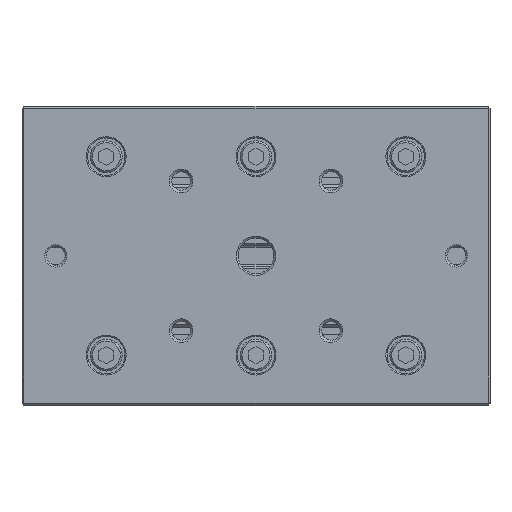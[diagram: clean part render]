
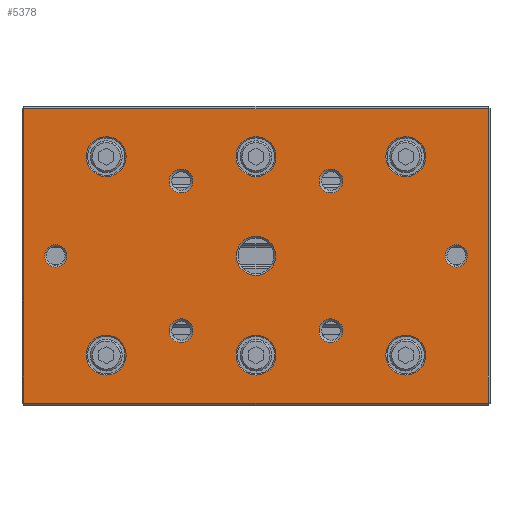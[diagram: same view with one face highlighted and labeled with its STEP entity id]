
A CAD part, top view. The second image highlights one B-rep face of the part: STEP entity #5378.
In plain terms, the highlighted planar face has unit normal (0, 0, 1).
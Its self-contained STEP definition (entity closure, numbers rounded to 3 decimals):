
#4833=FACE_BOUND('',#7944,.T.);
#4834=FACE_BOUND('',#7945,.T.);
#4835=FACE_BOUND('',#7946,.T.);
#4836=FACE_BOUND('',#7947,.T.);
#4837=FACE_BOUND('',#7948,.T.);
#4838=FACE_BOUND('',#7949,.T.);
#4839=FACE_BOUND('',#7950,.T.);
#4840=FACE_BOUND('',#7951,.T.);
#4841=FACE_BOUND('',#7952,.T.);
#4842=FACE_BOUND('',#7953,.T.);
#4843=FACE_BOUND('',#7954,.T.);
#4844=FACE_BOUND('',#7955,.T.);
#4845=FACE_BOUND('',#7956,.T.);
#4846=FACE_BOUND('',#7957,.T.);
#5108=CIRCLE('',#21091,5.25);
#5109=CIRCLE('',#21092,3.);
#5110=CIRCLE('',#21093,3.);
#5111=CIRCLE('',#21094,3.167);
#5112=CIRCLE('',#21095,3.167);
#5113=CIRCLE('',#21096,3.167);
#5114=CIRCLE('',#21097,3.167);
#5115=CIRCLE('',#21098,5.325);
#5116=CIRCLE('',#21099,5.325);
#5117=CIRCLE('',#21100,5.325);
#5118=CIRCLE('',#21101,5.325);
#5119=CIRCLE('',#21102,5.325);
#5120=CIRCLE('',#21103,5.325);
#5378=ADVANCED_FACE('',(#4833,#4834,#4835,#4836,#4837,#4838,#4839,#4840,
#4841,#4842,#4843,#4844,#4845,#4846),#6291,.F.);
#6291=PLANE('',#21104);
#7944=EDGE_LOOP('',(#10022));
#7945=EDGE_LOOP('',(#10023));
#7946=EDGE_LOOP('',(#10024));
#7947=EDGE_LOOP('',(#10025));
#7948=EDGE_LOOP('',(#10026));
#7949=EDGE_LOOP('',(#10027));
#7950=EDGE_LOOP('',(#10028));
#7951=EDGE_LOOP('',(#10029));
#7952=EDGE_LOOP('',(#10030));
#7953=EDGE_LOOP('',(#10031));
#7954=EDGE_LOOP('',(#10032));
#7955=EDGE_LOOP('',(#10033));
#7956=EDGE_LOOP('',(#10034));
#7957=EDGE_LOOP('',(#10035,#10036,#10037,#10038));
#10022=ORIENTED_EDGE('',*,*,#15807,.T.);
#10023=ORIENTED_EDGE('',*,*,#15808,.F.);
#10024=ORIENTED_EDGE('',*,*,#15809,.T.);
#10025=ORIENTED_EDGE('',*,*,#15810,.T.);
#10026=ORIENTED_EDGE('',*,*,#15811,.T.);
#10027=ORIENTED_EDGE('',*,*,#15812,.T.);
#10028=ORIENTED_EDGE('',*,*,#15813,.T.);
#10029=ORIENTED_EDGE('',*,*,#15814,.T.);
#10030=ORIENTED_EDGE('',*,*,#15815,.T.);
#10031=ORIENTED_EDGE('',*,*,#15816,.T.);
#10032=ORIENTED_EDGE('',*,*,#15817,.T.);
#10033=ORIENTED_EDGE('',*,*,#15818,.T.);
#10034=ORIENTED_EDGE('',*,*,#15819,.T.);
#10035=ORIENTED_EDGE('',*,*,#15820,.T.);
#10036=ORIENTED_EDGE('',*,*,#15821,.T.);
#10037=ORIENTED_EDGE('',*,*,#15822,.T.);
#10038=ORIENTED_EDGE('',*,*,#15823,.T.);
#14136=VERTEX_POINT('',#27640);
#14137=VERTEX_POINT('',#27642);
#14138=VERTEX_POINT('',#27644);
#14139=VERTEX_POINT('',#27646);
#14140=VERTEX_POINT('',#27648);
#14141=VERTEX_POINT('',#27650);
#14142=VERTEX_POINT('',#27652);
#14143=VERTEX_POINT('',#27654);
#14144=VERTEX_POINT('',#27656);
#14145=VERTEX_POINT('',#27658);
#14146=VERTEX_POINT('',#27660);
#14147=VERTEX_POINT('',#27662);
#14148=VERTEX_POINT('',#27664);
#14149=VERTEX_POINT('',#27666);
#14150=VERTEX_POINT('',#27667);
#14151=VERTEX_POINT('',#27669);
#14152=VERTEX_POINT('',#27671);
#15807=EDGE_CURVE('',#14136,#14136,#5108,.T.);
#15808=EDGE_CURVE('',#14137,#14137,#5109,.T.);
#15809=EDGE_CURVE('',#14138,#14138,#5110,.T.);
#15810=EDGE_CURVE('',#14139,#14139,#5111,.T.);
#15811=EDGE_CURVE('',#14140,#14140,#5112,.T.);
#15812=EDGE_CURVE('',#14141,#14141,#5113,.T.);
#15813=EDGE_CURVE('',#14142,#14142,#5114,.T.);
#15814=EDGE_CURVE('',#14143,#14143,#5115,.T.);
#15815=EDGE_CURVE('',#14144,#14144,#5116,.T.);
#15816=EDGE_CURVE('',#14145,#14145,#5117,.T.);
#15817=EDGE_CURVE('',#14146,#14146,#5118,.T.);
#15818=EDGE_CURVE('',#14147,#14147,#5119,.T.);
#15819=EDGE_CURVE('',#14148,#14148,#5120,.T.);
#15820=EDGE_CURVE('',#14149,#14150,#17879,.T.);
#15821=EDGE_CURVE('',#14150,#14151,#17880,.T.);
#15822=EDGE_CURVE('',#14151,#14152,#17881,.T.);
#15823=EDGE_CURVE('',#14152,#14149,#17882,.T.);
#17879=LINE('',#27665,#19657);
#17880=LINE('',#27668,#19658);
#17881=LINE('',#27670,#19659);
#17882=LINE('',#27672,#19660);
#19657=VECTOR('',#22924,1.);
#19658=VECTOR('',#22925,1.);
#19659=VECTOR('',#22926,1.);
#19660=VECTOR('',#22927,1.);
#21091=AXIS2_PLACEMENT_3D('',#27639,#22898,#22899);
#21092=AXIS2_PLACEMENT_3D('',#27641,#22900,#22901);
#21093=AXIS2_PLACEMENT_3D('',#27643,#22902,#22903);
#21094=AXIS2_PLACEMENT_3D('',#27645,#22904,#22905);
#21095=AXIS2_PLACEMENT_3D('',#27647,#22906,#22907);
#21096=AXIS2_PLACEMENT_3D('',#27649,#22908,#22909);
#21097=AXIS2_PLACEMENT_3D('',#27651,#22910,#22911);
#21098=AXIS2_PLACEMENT_3D('',#27653,#22912,#22913);
#21099=AXIS2_PLACEMENT_3D('',#27655,#22914,#22915);
#21100=AXIS2_PLACEMENT_3D('',#27657,#22916,#22917);
#21101=AXIS2_PLACEMENT_3D('',#27659,#22918,#22919);
#21102=AXIS2_PLACEMENT_3D('',#27661,#22920,#22921);
#21103=AXIS2_PLACEMENT_3D('',#27663,#22922,#22923);
#21104=AXIS2_PLACEMENT_3D('',#27673,#22928,#22929);
#22898=DIRECTION('',(0.,0.,-1.));
#22899=DIRECTION('',(-1.,0.,0.));
#22900=DIRECTION('',(0.,0.,1.));
#22901=DIRECTION('',(1.,0.,0.));
#22902=DIRECTION('',(0.,0.,-1.));
#22903=DIRECTION('',(-1.,0.,0.));
#22904=DIRECTION('',(0.,0.,-1.));
#22905=DIRECTION('',(-1.,0.,0.));
#22906=DIRECTION('',(0.,0.,-1.));
#22907=DIRECTION('',(-1.,0.,0.));
#22908=DIRECTION('',(0.,0.,-1.));
#22909=DIRECTION('',(-1.,0.,0.));
#22910=DIRECTION('',(0.,0.,-1.));
#22911=DIRECTION('',(-1.,0.,0.));
#22912=DIRECTION('',(0.,0.,-1.));
#22913=DIRECTION('',(-1.,0.,0.));
#22914=DIRECTION('',(0.,0.,-1.));
#22915=DIRECTION('',(-1.,0.,0.));
#22916=DIRECTION('',(0.,0.,-1.));
#22917=DIRECTION('',(-1.,0.,0.));
#22918=DIRECTION('',(0.,0.,-1.));
#22919=DIRECTION('',(-1.,0.,0.));
#22920=DIRECTION('',(0.,0.,-1.));
#22921=DIRECTION('',(-1.,0.,0.));
#22922=DIRECTION('',(0.,0.,-1.));
#22923=DIRECTION('',(-1.,0.,0.));
#22924=DIRECTION('',(1.,0.,0.));
#22925=DIRECTION('',(0.,1.,0.));
#22926=DIRECTION('',(-1.,0.,0.));
#22927=DIRECTION('',(0.,-1.,0.));
#22928=DIRECTION('',(0.,0.,-1.));
#22929=DIRECTION('',(1.,0.,0.));
#27639=CARTESIAN_POINT('',(142.5,40.,35.));
#27640=CARTESIAN_POINT('',(137.25,40.,35.));
#27641=CARTESIAN_POINT('',(196.,40.,35.));
#27642=CARTESIAN_POINT('',(199.,40.,35.));
#27643=CARTESIAN_POINT('',(89.,40.,35.));
#27644=CARTESIAN_POINT('',(86.,40.,35.));
#27645=CARTESIAN_POINT('',(162.5,20.,35.));
#27646=CARTESIAN_POINT('',(159.333,20.,35.));
#27647=CARTESIAN_POINT('',(162.5,60.,35.));
#27648=CARTESIAN_POINT('',(159.333,60.,35.));
#27649=CARTESIAN_POINT('',(122.5,20.,35.));
#27650=CARTESIAN_POINT('',(119.333,20.,35.));
#27651=CARTESIAN_POINT('',(122.5,60.,35.));
#27652=CARTESIAN_POINT('',(119.333,60.,35.));
#27653=CARTESIAN_POINT('',(182.5,13.5,35.));
#27654=CARTESIAN_POINT('',(177.175,13.5,35.));
#27655=CARTESIAN_POINT('',(182.5,66.5,35.));
#27656=CARTESIAN_POINT('',(177.175,66.5,35.));
#27657=CARTESIAN_POINT('',(142.5,13.5,35.));
#27658=CARTESIAN_POINT('',(137.175,13.5,35.));
#27659=CARTESIAN_POINT('',(142.5,66.5,35.));
#27660=CARTESIAN_POINT('',(137.175,66.5,35.));
#27661=CARTESIAN_POINT('',(102.5,13.5,35.));
#27662=CARTESIAN_POINT('',(97.175,13.5,35.));
#27663=CARTESIAN_POINT('',(102.5,66.5,35.));
#27664=CARTESIAN_POINT('',(97.175,66.5,35.));
#27665=CARTESIAN_POINT('',(205.,0.7,35.));
#27666=CARTESIAN_POINT('',(80.5,0.7,35.));
#27667=CARTESIAN_POINT('',(204.5,0.7,35.));
#27668=CARTESIAN_POINT('',(204.5,80.,35.));
#27669=CARTESIAN_POINT('',(204.5,79.3,35.));
#27670=CARTESIAN_POINT('',(205.,79.3,35.));
#27671=CARTESIAN_POINT('',(80.5,79.3,35.));
#27672=CARTESIAN_POINT('',(80.5,0.7,35.));
#27673=CARTESIAN_POINT('',(205.,80.,35.));
